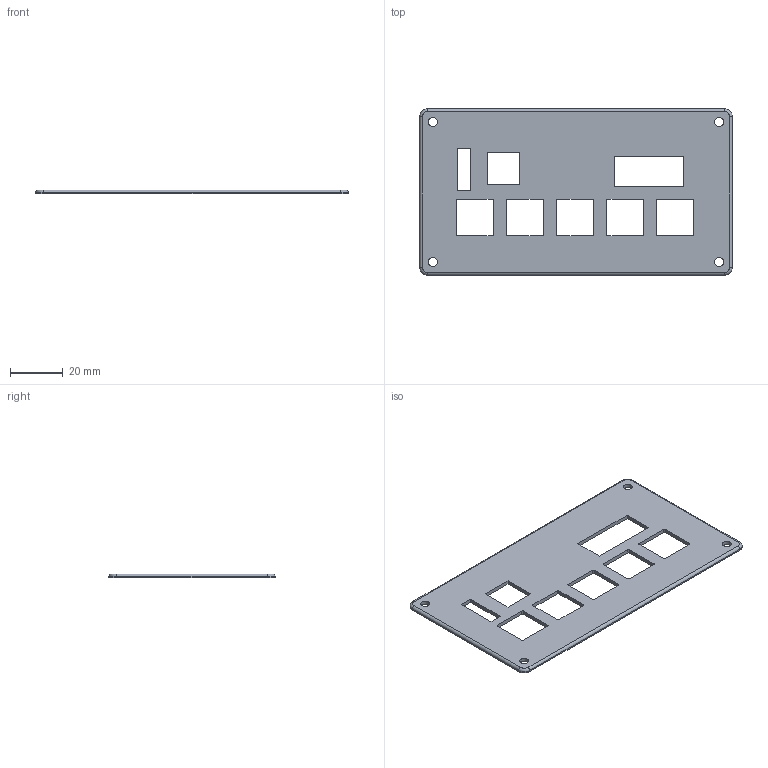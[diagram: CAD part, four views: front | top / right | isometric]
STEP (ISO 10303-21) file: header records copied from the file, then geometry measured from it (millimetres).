
FILE_DESCRIPTION(/* description */ (''),/* implementation_level */ '2;1');
FILE_NAME(/* name */ 'top.step',/* time_stamp */ '2025-05-25T18:54:33+02:00',/* author */ (''),/* organization */ (''),/* preprocessor_version */ 'ST-DEVELOPER v20.1',/* originating_system */ 'Autodesk Translation Framework v14.10.0.0',/* authorisation */ '');
FILE_SCHEMA (('AUTOMOTIVE_DESIGN { 1 0 10303 214 3 1 1 }'));
Length unit declared in the file: millimetre
Products named in the file (2): 2025-05-24-15-51-52-338; 2025-05-24-16-06-24-557
Assembly tree (1 placements, depth 2):
  2025-05-24-15-51-52-338
    2025-05-24-16-06-24-557
Bounding box: 119 x 63.3 x 1.5 mm (x, y, z)
Volume: 8887.4 mm3; surface area: 13064.6 mm2
Topology: 1 solids, 1 shells, 74 faces, 208 edges, 136 vertices
Faces by surface type: plane 38, cylinder 32, torus 4
Full cylindrical faces by diameter (mm): 3.4 x4
Entity records: 2497 total; most frequent: DIRECTION 430, CARTESIAN_POINT 421, ORIENTED_EDGE 416, EDGE_CURVE 208, AXIS2_PLACEMENT_3D 145, LINE 140, VECTOR 140, VERTEX_POINT 136
